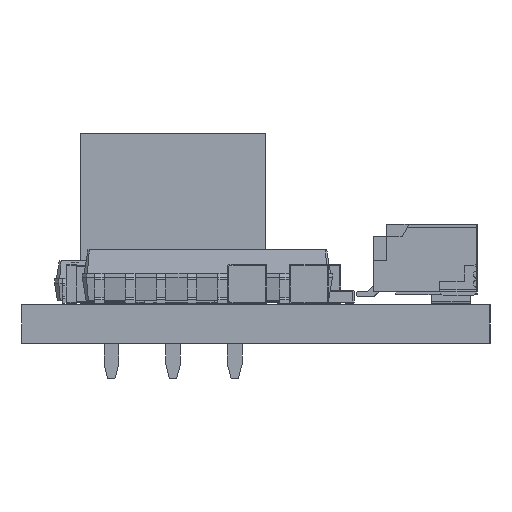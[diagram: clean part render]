
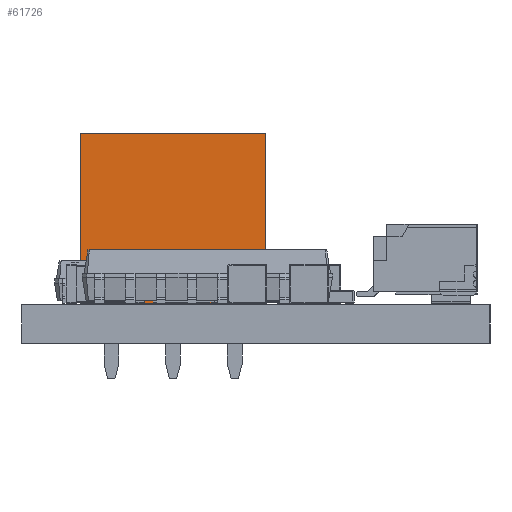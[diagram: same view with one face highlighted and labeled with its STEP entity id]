
A CAD part, left-side view. The second image highlights one B-rep face of the part: STEP entity #61726.
In plain terms, the highlighted face is planar.
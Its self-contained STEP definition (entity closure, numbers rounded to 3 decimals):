
#61726 = ADVANCED_FACE('',(#61727),#61741,.F.);
#61727 = FACE_BOUND('',#61728,.F.);
#61728 = EDGE_LOOP('',(#61729,#61764,#61792,#61820));
#61729 = ORIENTED_EDGE('',*,*,#61730,.T.);
#61730 = EDGE_CURVE('',#61731,#61733,#61735,.T.);
#61731 = VERTEX_POINT('',#61732);
#61732 = CARTESIAN_POINT('',(1.27,-6.35,0.));
#61733 = VERTEX_POINT('',#61734);
#61734 = CARTESIAN_POINT('',(1.27,-6.35,7.));
#61735 = SURFACE_CURVE('',#61736,(#61740,#61752),.PCURVE_S1.);
#61736 = LINE('',#61737,#61738);
#61737 = CARTESIAN_POINT('',(1.27,-6.35,0.));
#61738 = VECTOR('',#61739,1.);
#61739 = DIRECTION('',(0.,0.,1.));
#61740 = PCURVE('',#61741,#61746);
#61741 = PLANE('',#61742);
#61742 = AXIS2_PLACEMENT_3D('',#61743,#61744,#61745);
#61743 = CARTESIAN_POINT('',(1.27,-6.35,0.));
#61744 = DIRECTION('',(-1.,0.,0.));
#61745 = DIRECTION('',(0.,1.,0.));
#61746 = DEFINITIONAL_REPRESENTATION('',(#61747),#61751);
#61747 = LINE('',#61748,#61749);
#61748 = CARTESIAN_POINT('',(0.,0.));
#61749 = VECTOR('',#61750,1.);
#61750 = DIRECTION('',(0.,-1.));
#61751 = ( GEOMETRIC_REPRESENTATION_CONTEXT(2) 
PARAMETRIC_REPRESENTATION_CONTEXT() REPRESENTATION_CONTEXT('2D SPACE',''
  ) );
#61752 = PCURVE('',#61753,#61758);
#61753 = PLANE('',#61754);
#61754 = AXIS2_PLACEMENT_3D('',#61755,#61756,#61757);
#61755 = CARTESIAN_POINT('',(-1.27,-6.35,0.));
#61756 = DIRECTION('',(0.,1.,0.));
#61757 = DIRECTION('',(1.,0.,0.));
#61758 = DEFINITIONAL_REPRESENTATION('',(#61759),#61763);
#61759 = LINE('',#61760,#61761);
#61760 = CARTESIAN_POINT('',(2.54,0.));
#61761 = VECTOR('',#61762,1.);
#61762 = DIRECTION('',(0.,-1.));
#61763 = ( GEOMETRIC_REPRESENTATION_CONTEXT(2) 
PARAMETRIC_REPRESENTATION_CONTEXT() REPRESENTATION_CONTEXT('2D SPACE',''
  ) );
#61764 = ORIENTED_EDGE('',*,*,#61765,.T.);
#61765 = EDGE_CURVE('',#61733,#61766,#61768,.T.);
#61766 = VERTEX_POINT('',#61767);
#61767 = CARTESIAN_POINT('',(1.27,1.27,7.));
#61768 = SURFACE_CURVE('',#61769,(#61773,#61780),.PCURVE_S1.);
#61769 = LINE('',#61770,#61771);
#61770 = CARTESIAN_POINT('',(1.27,-6.35,7.));
#61771 = VECTOR('',#61772,1.);
#61772 = DIRECTION('',(0.,1.,0.));
#61773 = PCURVE('',#61741,#61774);
#61774 = DEFINITIONAL_REPRESENTATION('',(#61775),#61779);
#61775 = LINE('',#61776,#61777);
#61776 = CARTESIAN_POINT('',(0.,-7.));
#61777 = VECTOR('',#61778,1.);
#61778 = DIRECTION('',(1.,0.));
#61779 = ( GEOMETRIC_REPRESENTATION_CONTEXT(2) 
PARAMETRIC_REPRESENTATION_CONTEXT() REPRESENTATION_CONTEXT('2D SPACE',''
  ) );
#61780 = PCURVE('',#61781,#61786);
#61781 = PLANE('',#61782);
#61782 = AXIS2_PLACEMENT_3D('',#61783,#61784,#61785);
#61783 = CARTESIAN_POINT('',(1.27,-6.35,7.));
#61784 = DIRECTION('',(-0.,0.,-1.));
#61785 = DIRECTION('',(0.,-1.,-0.));
#61786 = DEFINITIONAL_REPRESENTATION('',(#61787),#61791);
#61787 = LINE('',#61788,#61789);
#61788 = CARTESIAN_POINT('',(0.,0.));
#61789 = VECTOR('',#61790,1.);
#61790 = DIRECTION('',(-1.,0.));
#61791 = ( GEOMETRIC_REPRESENTATION_CONTEXT(2) 
PARAMETRIC_REPRESENTATION_CONTEXT() REPRESENTATION_CONTEXT('2D SPACE',''
  ) );
#61792 = ORIENTED_EDGE('',*,*,#61793,.F.);
#61793 = EDGE_CURVE('',#61794,#61766,#61796,.T.);
#61794 = VERTEX_POINT('',#61795);
#61795 = CARTESIAN_POINT('',(1.27,1.27,0.));
#61796 = SURFACE_CURVE('',#61797,(#61801,#61808),.PCURVE_S1.);
#61797 = LINE('',#61798,#61799);
#61798 = CARTESIAN_POINT('',(1.27,1.27,0.));
#61799 = VECTOR('',#61800,1.);
#61800 = DIRECTION('',(0.,0.,1.));
#61801 = PCURVE('',#61741,#61802);
#61802 = DEFINITIONAL_REPRESENTATION('',(#61803),#61807);
#61803 = LINE('',#61804,#61805);
#61804 = CARTESIAN_POINT('',(7.62,0.));
#61805 = VECTOR('',#61806,1.);
#61806 = DIRECTION('',(0.,-1.));
#61807 = ( GEOMETRIC_REPRESENTATION_CONTEXT(2) 
PARAMETRIC_REPRESENTATION_CONTEXT() REPRESENTATION_CONTEXT('2D SPACE',''
  ) );
#61808 = PCURVE('',#61809,#61814);
#61809 = PLANE('',#61810);
#61810 = AXIS2_PLACEMENT_3D('',#61811,#61812,#61813);
#61811 = CARTESIAN_POINT('',(1.27,1.27,0.));
#61812 = DIRECTION('',(0.,-1.,0.));
#61813 = DIRECTION('',(-1.,0.,0.));
#61814 = DEFINITIONAL_REPRESENTATION('',(#61815),#61819);
#61815 = LINE('',#61816,#61817);
#61816 = CARTESIAN_POINT('',(0.,0.));
#61817 = VECTOR('',#61818,1.);
#61818 = DIRECTION('',(0.,-1.));
#61819 = ( GEOMETRIC_REPRESENTATION_CONTEXT(2) 
PARAMETRIC_REPRESENTATION_CONTEXT() REPRESENTATION_CONTEXT('2D SPACE',''
  ) );
#61820 = ORIENTED_EDGE('',*,*,#61821,.F.);
#61821 = EDGE_CURVE('',#61731,#61794,#61822,.T.);
#61822 = SURFACE_CURVE('',#61823,(#61827,#61834),.PCURVE_S1.);
#61823 = LINE('',#61824,#61825);
#61824 = CARTESIAN_POINT('',(1.27,-6.35,0.));
#61825 = VECTOR('',#61826,1.);
#61826 = DIRECTION('',(0.,1.,0.));
#61827 = PCURVE('',#61741,#61828);
#61828 = DEFINITIONAL_REPRESENTATION('',(#61829),#61833);
#61829 = LINE('',#61830,#61831);
#61830 = CARTESIAN_POINT('',(0.,0.));
#61831 = VECTOR('',#61832,1.);
#61832 = DIRECTION('',(1.,0.));
#61833 = ( GEOMETRIC_REPRESENTATION_CONTEXT(2) 
PARAMETRIC_REPRESENTATION_CONTEXT() REPRESENTATION_CONTEXT('2D SPACE',''
  ) );
#61834 = PCURVE('',#61835,#61840);
#61835 = PLANE('',#61836);
#61836 = AXIS2_PLACEMENT_3D('',#61837,#61838,#61839);
#61837 = CARTESIAN_POINT('',(1.27,-6.35,0.));
#61838 = DIRECTION('',(-0.,0.,-1.));
#61839 = DIRECTION('',(0.,-1.,-0.));
#61840 = DEFINITIONAL_REPRESENTATION('',(#61841),#61845);
#61841 = LINE('',#61842,#61843);
#61842 = CARTESIAN_POINT('',(0.,0.));
#61843 = VECTOR('',#61844,1.);
#61844 = DIRECTION('',(-1.,0.));
#61845 = ( GEOMETRIC_REPRESENTATION_CONTEXT(2) 
PARAMETRIC_REPRESENTATION_CONTEXT() REPRESENTATION_CONTEXT('2D SPACE',''
  ) );
